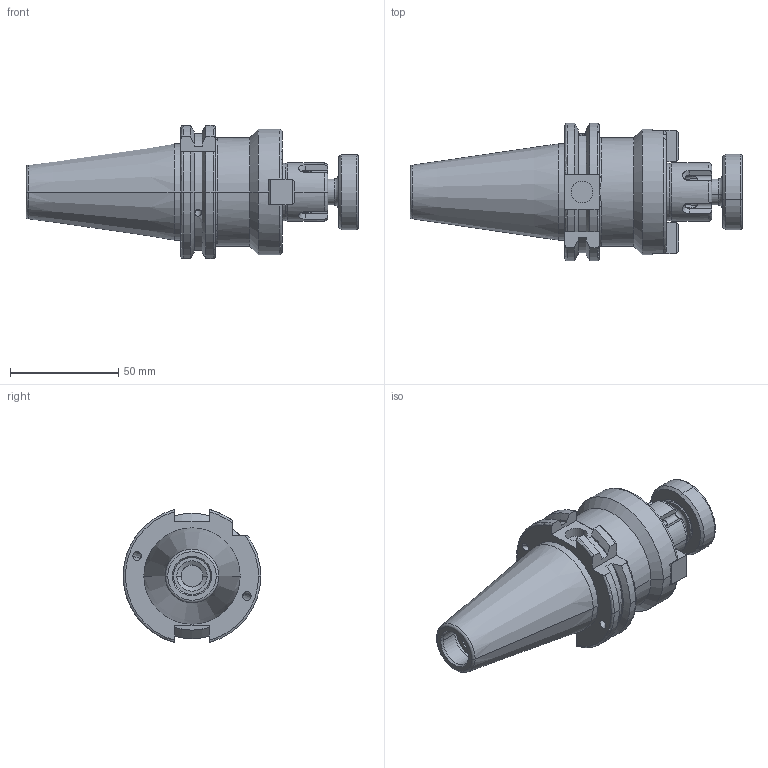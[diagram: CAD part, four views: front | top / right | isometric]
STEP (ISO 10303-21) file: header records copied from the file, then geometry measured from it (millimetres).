
FILE_DESCRIPTION (( 'STEP AP203' ), '1' );
FILE_NAME ('91406-AS327050.STEP', '2018-02-28T07:02:48', ( '' ), ( '' ), 'SwSTEP 2.0', 'SolidWorks 2009', '' );
FILE_SCHEMA (( 'CONFIG_CONTROL_DESIGN' ));
Length unit declared in the file: millimetre
Products named in the file (8): CCS-M12-27-1; CCS-M12-27; 91406-AS327050; SK40SMS27050FWW R00; CCS-M12-27-2; KEY 12x14.5x12 - 27; AS-M5X16_AS-M5X12; M4X4_DIN 913 - M4 x 4-N
Assembly tree (10 placements, depth 3):
  91406-AS327050
    KEY 12x14.5x12 - 27  x2
    SK40SMS27050FWW R00
    AS-M5X16_AS-M5X12  x2
    M4X4_DIN 913 - M4 x 4-N  x2
    CCS-M12-27
      CCS-M12-27-1
      CCS-M12-27-2
Bounding box: 153.4 x 63.55 x 61.48 mm (x, y, z)
Volume: 189245.4 mm3; surface area: 40120 mm2
Topology: 9 solids, 9 shells, 353 faces, 865 edges, 524 vertices
Faces by surface type: plane 144, cylinder 88, cone 73, torus 34, sphere 8, bspline 6
Entity records: 10736 total; most frequent: CARTESIAN_POINT 2877, DIRECTION 1488, ORIENTED_EDGE 1434, EDGE_CURVE 717, AXIS2_PLACEMENT_3D 580, VERTEX_POINT 447, VECTOR 328, LINE 328
